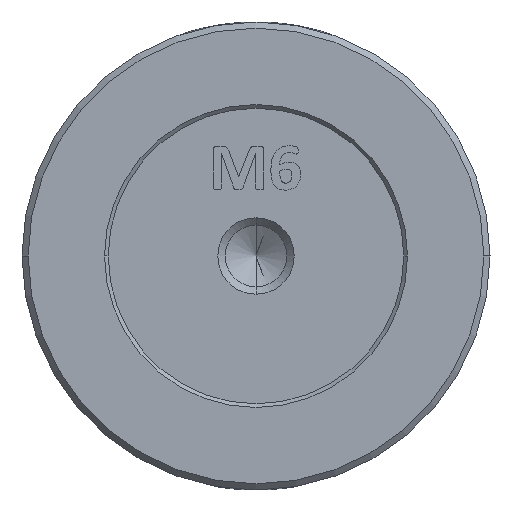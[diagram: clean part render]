
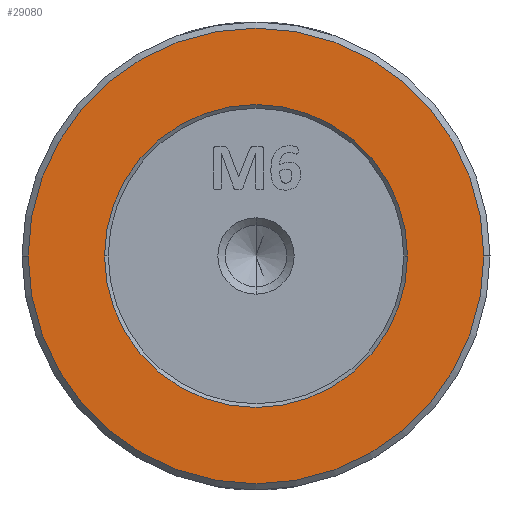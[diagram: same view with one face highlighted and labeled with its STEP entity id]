
A CAD part, left-side view. The second image highlights one B-rep face of the part: STEP entity #29080.
In plain terms, the highlighted planar face has unit normal (-1, 0, 0).
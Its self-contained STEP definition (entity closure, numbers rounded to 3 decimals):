
#86 = VERTEX_POINT ( 'NONE', #6072 ) ;
#97 = AXIS2_PLACEMENT_3D ( 'NONE', #24723, #11050, #4668 ) ;
#1122 = ORIENTED_EDGE ( 'NONE', *, *, #18275, .T. ) ;
#1177 = DIRECTION ( 'NONE',  ( 0., -1., 0. ) ) ;
#2673 = CARTESIAN_POINT ( 'NONE',  ( 0., 18.5, 0. ) ) ;
#3019 = CARTESIAN_POINT ( 'NONE',  ( 0., 12.3, 0. ) ) ;
#3538 = CARTESIAN_POINT ( 'NONE',  ( 0., -18.5, 0. ) ) ;
#3702 = PLANE ( 'NONE',  #28794 ) ;
#4668 = DIRECTION ( 'NONE',  ( 0., -1., 0. ) ) ;
#5075 = EDGE_LOOP ( 'NONE', ( #29115, #11420 ) ) ;
#6072 = CARTESIAN_POINT ( 'NONE',  ( 0., -12.3, 0. ) ) ;
#7137 = VERTEX_POINT ( 'NONE', #3538 ) ;
#7631 = AXIS2_PLACEMENT_3D ( 'NONE', #25806, #23425, #1177 ) ;
#7995 = FACE_OUTER_BOUND ( 'NONE', #23330, .T. ) ;
#8425 = DIRECTION ( 'NONE',  ( -1., 0., 0. ) ) ;
#9068 = DIRECTION ( 'NONE',  ( 1., 0., 0. ) ) ;
#10969 = DIRECTION ( 'NONE',  ( 1., 0., 0. ) ) ;
#11050 = DIRECTION ( 'NONE',  ( -1., 0., 0. ) ) ;
#11420 = ORIENTED_EDGE ( 'NONE', *, *, #20037, .T. ) ;
#13302 = CIRCLE ( 'NONE', #17096, 12.3 ) ;
#14757 = CIRCLE ( 'NONE', #7631, 18.5 ) ;
#14827 = FACE_BOUND ( 'NONE', #5075, .T. ) ;
#15223 = CIRCLE ( 'NONE', #97, 18.5 ) ;
#17096 = AXIS2_PLACEMENT_3D ( 'NONE', #28240, #9068, #26899 ) ;
#17762 = EDGE_CURVE ( 'NONE', #22737, #7137, #15223, .T. ) ;
#18275 = EDGE_CURVE ( 'NONE', #7137, #22737, #14757, .T. ) ;
#19433 = DIRECTION ( 'NONE',  ( 0., 1., 0. ) ) ;
#20025 = DIRECTION ( 'NONE',  ( 0., -1., 0. ) ) ;
#20037 = EDGE_CURVE ( 'NONE', #24940, #86, #13302, .T. ) ;
#22501 = ORIENTED_EDGE ( 'NONE', *, *, #17762, .T. ) ;
#22737 = VERTEX_POINT ( 'NONE', #2673 ) ;
#23330 = EDGE_LOOP ( 'NONE', ( #22501, #1122 ) ) ;
#23425 = DIRECTION ( 'NONE',  ( -1., 0., 0. ) ) ;
#24291 = AXIS2_PLACEMENT_3D ( 'NONE', #24491, #10969, #20025 ) ;
#24491 = CARTESIAN_POINT ( 'NONE',  ( 0., 0., 0. ) ) ;
#24723 = CARTESIAN_POINT ( 'NONE',  ( 0., 0., 0. ) ) ;
#24940 = VERTEX_POINT ( 'NONE', #3019 ) ;
#25806 = CARTESIAN_POINT ( 'NONE',  ( 0., 0., 0. ) ) ;
#26265 = CARTESIAN_POINT ( 'NONE',  ( 0., 0., 0. ) ) ;
#26899 = DIRECTION ( 'NONE',  ( 0., -1., 0. ) ) ;
#27695 = EDGE_CURVE ( 'NONE', #86, #24940, #29035, .T. ) ;
#28240 = CARTESIAN_POINT ( 'NONE',  ( 0., 0., 0. ) ) ;
#28794 = AXIS2_PLACEMENT_3D ( 'NONE', #26265, #8425, #19433 ) ;
#29035 = CIRCLE ( 'NONE', #24291, 12.3 ) ;
#29080 = ADVANCED_FACE ( 'NONE', ( #14827, #7995 ), #3702, .T. ) ;
#29115 = ORIENTED_EDGE ( 'NONE', *, *, #27695, .T. ) ;
